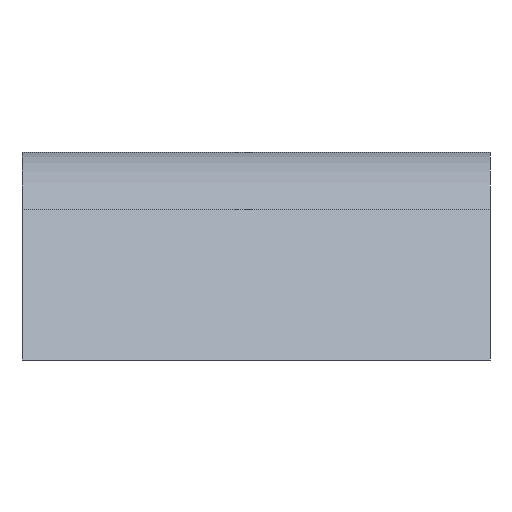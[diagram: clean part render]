
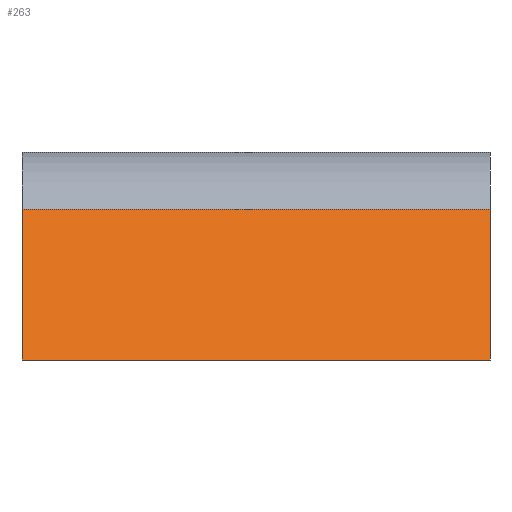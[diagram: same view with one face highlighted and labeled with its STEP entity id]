
A CAD part, front view. The second image highlights one B-rep face of the part: STEP entity #263.
In plain terms, the highlighted planar face has unit normal (0, -0.894, 0.447).
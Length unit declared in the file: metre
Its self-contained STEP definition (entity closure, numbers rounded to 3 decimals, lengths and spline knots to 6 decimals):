
#86=ORIENTED_EDGE('',*,*,#108,.F.);
#87=ORIENTED_EDGE('',*,*,#127,.T.);
#88=ORIENTED_EDGE('',*,*,#102,.F.);
#89=ORIENTED_EDGE('',*,*,#121,.T.);
#102=EDGE_CURVE('',#132,#133,#155,.T.);
#108=EDGE_CURVE('',#138,#139,#158,.T.);
#121=EDGE_CURVE('',#132,#139,#163,.T.);
#127=EDGE_CURVE('',#138,#133,#165,.F.);
#132=VERTEX_POINT('',#401);
#133=VERTEX_POINT('',#403);
#138=VERTEX_POINT('',#414);
#139=VERTEX_POINT('',#416);
#155=LINE('',#402,#169);
#158=LINE('',#415,#172);
#163=LINE('',#439,#177);
#165=LINE('',#459,#179);
#169=VECTOR('',#320,1.);
#172=VECTOR('',#331,1.);
#177=VECTOR('',#356,1.);
#179=VECTOR('',#386,1.);
#209=EDGE_LOOP('',(#86,#87,#88,#89));
#241=FACE_BOUND('',#209,.T.);
#249=PLANE('',#308);
#263=ADVANCED_FACE('',(#241),#249,.T.);
#308=AXIS2_PLACEMENT_3D('',#458,#384,#385);
#320=DIRECTION('',(0.,0.447,0.894));
#331=DIRECTION('',(0.,-0.447,-0.894));
#356=DIRECTION('',(1.,0.,0.));
#384=DIRECTION('',(0.,-0.894,0.447));
#385=DIRECTION('',(-1.,0.,0.));
#386=DIRECTION('',(1.,0.,0.));
#401=CARTESIAN_POINT('',(-0.002858,-0.1143,0.));
#402=CARTESIAN_POINT('',(-0.002858,-0.090424,0.047752));
#403=CARTESIAN_POINT('',(-0.002858,-0.113381,0.001838));
#414=CARTESIAN_POINT('',(0.002858,-0.113381,0.001838));
#415=CARTESIAN_POINT('',(0.002858,-0.11303,0.00254));
#416=CARTESIAN_POINT('',(0.002858,-0.1143,0.));
#439=CARTESIAN_POINT('',(0.,-0.1143,0.));
#458=CARTESIAN_POINT('',(0.,-0.11303,0.00254));
#459=CARTESIAN_POINT('',(0.,-0.113381,0.001838));
